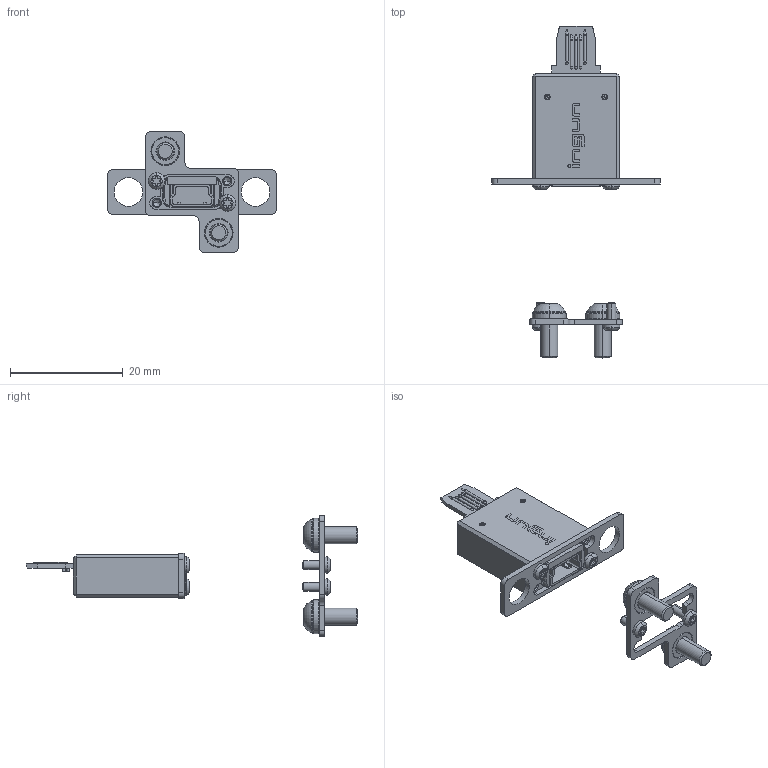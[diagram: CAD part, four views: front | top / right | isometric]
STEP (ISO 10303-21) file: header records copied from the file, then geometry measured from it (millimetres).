
FILE_DESCRIPTION (( 'STEP AP214' ), '1' );
FILE_NAME ('INGUN_112619.STEP', '2025-07-17T11:18:40', ( '' ), ( '' ), 'SwSTEP 2.0', 'SolidWorks 2023', '' );
FILE_SCHEMA (( 'AUTOMOTIVE_DESIGN' ));
Length unit declared in the file: millimetre
Products named in the file (1): INGUN_112619
Bounding box: 30 x 59 x 21.5 mm (x, y, z)
Volume: 2569.7 mm3; surface area: 3491.7 mm2
Topology: 11 solids, 11 shells, 707 faces, 1904 edges, 1244 vertices
Faces by surface type: cylinder 301, plane 298, cone 64, bspline 22, torus 22
Entity records: 30036 total; most frequent: CARTESIAN_POINT 5068, ORIENTED_EDGE 3792, DIRECTION 3654, EDGE_CURVE 1896, AXIS2_PLACEMENT_3D 1303, VERTEX_POINT 1244, LINE 1048, VECTOR 1048
